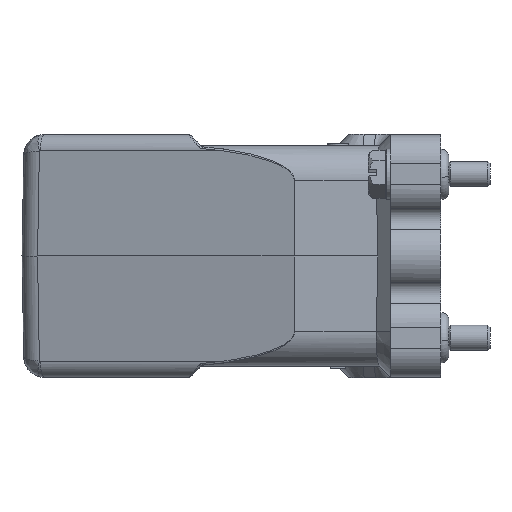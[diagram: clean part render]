
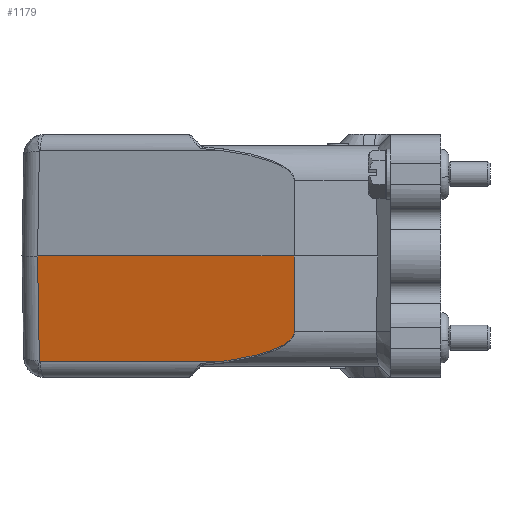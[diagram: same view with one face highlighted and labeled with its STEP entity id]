
A CAD part, left-side view. The second image highlights one B-rep face of the part: STEP entity #1179.
In plain terms, the highlighted planar face has unit normal (-0.966, 0.259, -0.018).
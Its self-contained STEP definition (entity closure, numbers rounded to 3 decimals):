
#1179=ADVANCED_FACE('NONE',(#1986),#1515,.T.);
#1515=PLANE('',#10629);
#1986=FACE_OUTER_BOUND('',#2587,.T.);
#2587=EDGE_LOOP('',(#5959,#5960,#5961,#5962,#5963,#5964));
#3112=LINE('',#18742,#3665);
#3113=LINE('',#18744,#3666);
#3201=LINE('',#19935,#3754);
#3202=LINE('',#20024,#3755);
#3665=VECTOR('',#11982,1.);
#3666=VECTOR('',#11985,1.);
#3754=VECTOR('',#12225,1.);
#3755=VECTOR('',#12228,1.);
#5959=ORIENTED_EDGE('',*,*,#9021,.F.);
#5960=ORIENTED_EDGE('',*,*,#9019,.T.);
#5961=ORIENTED_EDGE('',*,*,#8825,.T.);
#5962=ORIENTED_EDGE('',*,*,#8826,.T.);
#5963=ORIENTED_EDGE('',*,*,#8828,.T.);
#5964=ORIENTED_EDGE('',*,*,#9022,.F.);
#7457=VERTEX_POINT('',#18098);
#7459=VERTEX_POINT('',#18121);
#7531=VERTEX_POINT('',#18736);
#7532=VERTEX_POINT('',#18752);
#7655=VERTEX_POINT('',#19936);
#7656=VERTEX_POINT('',#20023);
#8825=EDGE_CURVE('NONE',#7531,#7457,#3112,.T.);
#8826=EDGE_CURVE('NONE',#7457,#7459,#3113,.T.);
#8828=EDGE_CURVE('NONE',#7459,#7532,#9884,.T.);
#9019=EDGE_CURVE('NONE',#7655,#7531,#3201,.T.);
#9021=EDGE_CURVE('NONE',#7655,#7656,#9974,.T.);
#9022=EDGE_CURVE('NONE',#7656,#7532,#3202,.T.);
#9884=B_SPLINE_CURVE_WITH_KNOTS('',3,(#18753,#18754,#18755,#18756),
 .UNSPECIFIED.,.F.,.F.,(4,4),(0.,1.),.UNSPECIFIED.);
#9974=B_SPLINE_CURVE_WITH_KNOTS('',3,(#19942,#19943,#19944,#19945,#19946,
#19947,#19948,#19949,#19950,#19951,#19952,#19953,#19954,#19955,#19956,#19957,
#19958,#19959,#19960,#19961,#19962,#19963,#19964,#19965,#19966,#19967,#19968,
#19969,#19970,#19971,#19972,#19973,#19974,#19975,#19976,#19977,#19978,#19979,
#19980,#19981,#19982,#19983,#19984,#19985,#19986,#19987,#19988,#19989,#19990,
#19991,#19992,#19993,#19994,#19995,#19996,#19997,#19998,#19999,#20000,#20001,
#20002,#20003,#20004,#20005,#20006,#20007,#20008,#20009,#20010,#20011,#20012,
#20013,#20014,#20015,#20016,#20017,#20018,#20019,#20020,#20021,#20022),
 .UNSPECIFIED.,.F.,.F.,(4,2,2,2,2,2,1,2,2,2,2,2,2,1,2,2,1,2,2,2,2,1,1,2,
2,1,1,2,2,2,2,1,2,2,2,2,1,1,1,1,1,2,2,2,2,2,4),(0.,0.031,0.063,
0.078,0.08,0.082,0.086,
0.094,0.125,0.141,0.156,
0.188,0.25,0.281,0.285,
0.289,0.297,0.313,0.328,
0.336,0.344,0.375,0.391,
0.393,0.394,0.395,0.398,
0.406,0.438,0.445,0.447,0.449,
0.453,0.469,0.484,0.492,
0.496,0.498,0.499,0.5,
0.5,0.5,0.5,0.625,
0.75,0.875,1.),.UNSPECIFIED.);
#10629=AXIS2_PLACEMENT_3D('',#20025,#12229,#12230);
#11982=DIRECTION('',(0.259,0.966,0.));
#11985=DIRECTION('',(0.013,-0.017,-1.));
#12225=DIRECTION('',(-0.017,0.002,1.));
#12228=DIRECTION('',(0.259,0.966,0.));
#12229=DIRECTION('',(-0.966,0.259,-0.017));
#12230=DIRECTION('',(-0.259,-0.966,0.));
#18098=CARTESIAN_POINT('',(-28.576,96.295,0.));
#18121=CARTESIAN_POINT('',(-28.241,95.857,-25.04));
#18736=CARTESIAN_POINT('',(-44.983,35.064,0.));
#18742=CARTESIAN_POINT('',(-27.583,100.,0.));
#18744=CARTESIAN_POINT('',(-28.576,96.295,0.));
#18752=CARTESIAN_POINT('',(-28.305,95.615,-25.07));
#18753=CARTESIAN_POINT('',(-28.241,95.857,-25.04));
#18754=CARTESIAN_POINT('',(-28.262,95.778,-25.06));
#18755=CARTESIAN_POINT('',(-28.283,95.698,-25.07));
#18756=CARTESIAN_POINT('',(-28.305,95.615,-25.07));
#19935=CARTESIAN_POINT('',(-44.67,35.022,-17.948));
#19936=CARTESIAN_POINT('',(-44.67,35.022,-17.948));
#19942=CARTESIAN_POINT('',(-44.67,35.022,-17.948));
#19943=CARTESIAN_POINT('',(-44.669,35.023,-17.957));
#19944=CARTESIAN_POINT('',(-44.669,35.019,-18.041));
#19945=CARTESIAN_POINT('',(-44.654,35.054,-18.354));
#19946=CARTESIAN_POINT('',(-44.638,35.097,-18.584));
#19947=CARTESIAN_POINT('',(-44.582,35.277,-19.004));
#19948=CARTESIAN_POINT('',(-44.558,35.356,-19.156));
#19949=CARTESIAN_POINT('',(-44.524,35.472,-19.334));
#19950=CARTESIAN_POINT('',(-44.52,35.485,-19.354));
#19951=CARTESIAN_POINT('',(-44.512,35.512,-19.394));
#19952=CARTESIAN_POINT('',(-44.507,35.529,-19.418));
#19953=CARTESIAN_POINT('',(-44.501,35.549,-19.447));
#19954=CARTESIAN_POINT('',(-44.489,35.591,-19.505));
#19955=CARTESIAN_POINT('',(-44.476,35.634,-19.562));
#19956=CARTESIAN_POINT('',(-44.433,35.782,-19.75));
#19957=CARTESIAN_POINT('',(-44.397,35.911,-19.891));
#19958=CARTESIAN_POINT('',(-44.339,36.113,-20.092));
#19959=CARTESIAN_POINT('',(-44.319,36.183,-20.157));
#19960=CARTESIAN_POINT('',(-44.279,36.324,-20.284));
#19961=CARTESIAN_POINT('',(-44.256,36.403,-20.351));
#19962=CARTESIAN_POINT('',(-44.191,36.635,-20.542));
#19963=CARTESIAN_POINT('',(-44.145,36.796,-20.663));
#19964=CARTESIAN_POINT('',(-44.007,37.288,-21.008));
#19965=CARTESIAN_POINT('',(-43.912,37.63,-21.217));
#19966=CARTESIAN_POINT('',(-43.766,38.155,-21.507));
#19967=CARTESIAN_POINT('',(-43.71,38.355,-21.611));
#19968=CARTESIAN_POINT('',(-43.655,38.557,-21.711));
#19969=CARTESIAN_POINT('',(-43.642,38.602,-21.733));
#19970=CARTESIAN_POINT('',(-43.637,38.621,-21.743));
#19971=CARTESIAN_POINT('',(-43.62,38.683,-21.773));
#19972=CARTESIAN_POINT('',(-43.585,38.807,-21.833));
#19973=CARTESIAN_POINT('',(-43.551,38.932,-21.891));
#19974=CARTESIAN_POINT('',(-43.505,39.098,-21.968));
#19975=CARTESIAN_POINT('',(-43.482,39.182,-22.005));
#19976=CARTESIAN_POINT('',(-43.447,39.307,-22.061));
#19977=CARTESIAN_POINT('',(-43.436,39.349,-22.08));
#19978=CARTESIAN_POINT('',(-43.413,39.433,-22.116));
#19979=CARTESIAN_POINT('',(-43.4,39.477,-22.135));
#19980=CARTESIAN_POINT('',(-43.338,39.704,-22.233));
#19981=CARTESIAN_POINT('',(-43.263,39.977,-22.345));
#19982=CARTESIAN_POINT('',(-43.184,40.264,-22.455));
#19983=CARTESIAN_POINT('',(-43.155,40.367,-22.495));
#19984=CARTESIAN_POINT('',(-43.151,40.384,-22.501));
#19985=CARTESIAN_POINT('',(-43.15,40.385,-22.501));
#19986=CARTESIAN_POINT('',(-43.15,40.388,-22.503));
#19987=CARTESIAN_POINT('',(-43.147,40.397,-22.506));
#19988=CARTESIAN_POINT('',(-43.139,40.425,-22.516));
#19989=CARTESIAN_POINT('',(-43.129,40.463,-22.531));
#19990=CARTESIAN_POINT('',(-43.087,40.617,-22.588));
#19991=CARTESIAN_POINT('',(-43.029,40.827,-22.666));
#19992=CARTESIAN_POINT('',(-42.927,41.201,-22.796));
#19993=CARTESIAN_POINT('',(-42.905,41.281,-22.823));
#19994=CARTESIAN_POINT('',(-42.875,41.388,-22.859));
#19995=CARTESIAN_POINT('',(-42.869,41.411,-22.867));
#19996=CARTESIAN_POINT('',(-42.855,41.461,-22.884));
#19997=CARTESIAN_POINT('',(-42.836,41.533,-22.908));
#19998=CARTESIAN_POINT('',(-42.817,41.602,-22.93));
#19999=CARTESIAN_POINT('',(-42.756,41.823,-23.003));
#20000=CARTESIAN_POINT('',(-42.715,41.973,-23.05));
#20001=CARTESIAN_POINT('',(-42.648,42.219,-23.126));
#20002=CARTESIAN_POINT('',(-42.622,42.315,-23.156));
#20003=CARTESIAN_POINT('',(-42.593,42.418,-23.187));
#20004=CARTESIAN_POINT('',(-42.586,42.445,-23.195));
#20005=CARTESIAN_POINT('',(-42.578,42.476,-23.204));
#20006=CARTESIAN_POINT('',(-42.574,42.489,-23.208));
#20007=CARTESIAN_POINT('',(-42.571,42.499,-23.211));
#20008=CARTESIAN_POINT('',(-42.57,42.503,-23.213));
#20009=CARTESIAN_POINT('',(-42.569,42.505,-23.213));
#20010=CARTESIAN_POINT('',(-42.569,42.506,-23.213));
#20011=CARTESIAN_POINT('',(-42.569,42.506,-23.213));
#20012=CARTESIAN_POINT('',(-42.569,42.507,-23.213));
#20013=CARTESIAN_POINT('',(-42.569,42.505,-23.213));
#20014=CARTESIAN_POINT('',(-42.158,44.01,-23.662));
#20015=CARTESIAN_POINT('',(-41.793,45.352,-23.967));
#20016=CARTESIAN_POINT('',(-41.164,47.669,-24.439));
#20017=CARTESIAN_POINT('',(-40.899,48.644,-24.604));
#20018=CARTESIAN_POINT('',(-40.474,50.216,-24.851));
#20019=CARTESIAN_POINT('',(-40.312,50.813,-24.933));
#20020=CARTESIAN_POINT('',(-40.093,51.624,-25.041));
#20021=CARTESIAN_POINT('',(-40.035,51.839,-25.067));
#20022=CARTESIAN_POINT('',(-40.029,51.861,-25.07));
#20023=CARTESIAN_POINT('',(-40.029,51.861,-25.07));
#20024=CARTESIAN_POINT('',(-41.972,44.611,-25.07));
#20025=CARTESIAN_POINT('',(-27.583,100.,0.));
